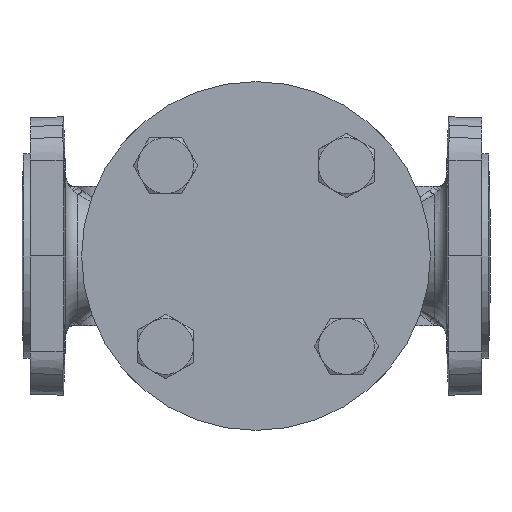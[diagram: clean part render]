
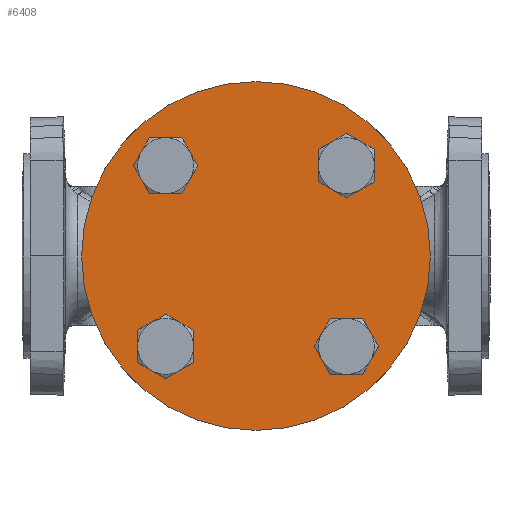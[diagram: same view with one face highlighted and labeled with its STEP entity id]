
A CAD part, front view. The second image highlights one B-rep face of the part: STEP entity #6408.
In plain terms, the highlighted planar face has unit normal (0, -1, 0).
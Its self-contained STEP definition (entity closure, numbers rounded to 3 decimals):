
#6175=CARTESIAN_POINT('',(4.734,-126.595,201.253));
#6176=DIRECTION('',(0.,-1.,0.));
#6177=DIRECTION('',(0.,0.,-1.));
#6178=AXIS2_PLACEMENT_3D('',#6175,#6176,#6177);
#6180=CARTESIAN_POINT('',(4.734,-126.595,201.253));
#6181=DIRECTION('',(0.,-1.,0.));
#6182=DIRECTION('',(0.,0.,1.));
#6183=AXIS2_PLACEMENT_3D('',#6180,#6181,#6182);
#6185=CARTESIAN_POINT('',(-34.156,-126.595,
240.144));
#6186=DIRECTION('',(0.,-1.,0.));
#6187=DIRECTION('',(0.,0.,-1.));
#6188=AXIS2_PLACEMENT_3D('',#6185,#6186,#6187);
#6190=CARTESIAN_POINT('',(-34.156,-126.595,
240.144));
#6191=DIRECTION('',(0.,-1.,0.));
#6192=DIRECTION('',(0.,0.,1.));
#6193=AXIS2_PLACEMENT_3D('',#6190,#6191,#6192);
#6195=CARTESIAN_POINT('',(43.625,-126.595,240.144));
#6196=DIRECTION('',(0.,-1.,0.));
#6197=DIRECTION('',(0.,0.,-1.));
#6198=AXIS2_PLACEMENT_3D('',#6195,#6196,#6197);
#6200=CARTESIAN_POINT('',(43.625,-126.595,240.144));
#6201=DIRECTION('',(0.,-1.,0.));
#6202=DIRECTION('',(0.,0.,1.));
#6203=AXIS2_PLACEMENT_3D('',#6200,#6201,#6202);
#6205=CARTESIAN_POINT('',(43.625,-126.595,162.362));
#6206=DIRECTION('',(0.,-1.,0.));
#6207=DIRECTION('',(0.,0.,-1.));
#6208=AXIS2_PLACEMENT_3D('',#6205,#6206,#6207);
#6210=CARTESIAN_POINT('',(43.625,-126.595,162.362));
#6211=DIRECTION('',(0.,-1.,0.));
#6212=DIRECTION('',(0.,0.,1.));
#6213=AXIS2_PLACEMENT_3D('',#6210,#6211,#6212);
#6215=CARTESIAN_POINT('',(-34.156,-126.595,
162.362));
#6216=DIRECTION('',(0.,-1.,0.));
#6217=DIRECTION('',(0.,0.,-1.));
#6218=AXIS2_PLACEMENT_3D('',#6215,#6216,#6217);
#6220=CARTESIAN_POINT('',(-34.156,-126.595,
162.362));
#6221=DIRECTION('',(0.,-1.,0.));
#6222=DIRECTION('',(0.,0.,1.));
#6223=AXIS2_PLACEMENT_3D('',#6220,#6221,#6222);
#6337=CARTESIAN_POINT('',(-34.156,-126.595,
249.144));
#6338=CARTESIAN_POINT('',(-34.156,-126.595,
231.144));
#6339=VERTEX_POINT('',#6337);
#6340=VERTEX_POINT('',#6338);
#6341=CARTESIAN_POINT('',(-34.156,-126.595,
153.362));
#6342=CARTESIAN_POINT('',(-34.156,-126.595,
171.362));
#6343=VERTEX_POINT('',#6341);
#6344=VERTEX_POINT('',#6342);
#6345=CARTESIAN_POINT('',(4.734,-126.595,276.253));
#6346=CARTESIAN_POINT('',(4.734,-126.595,126.253));
#6347=VERTEX_POINT('',#6345);
#6348=VERTEX_POINT('',#6346);
#6357=CARTESIAN_POINT('',(43.625,-126.595,171.362));
#6358=CARTESIAN_POINT('',(43.625,-126.595,153.362));
#6359=VERTEX_POINT('',#6357);
#6360=VERTEX_POINT('',#6358);
#6361=CARTESIAN_POINT('',(43.625,-126.595,249.144));
#6362=CARTESIAN_POINT('',(43.625,-126.595,231.144));
#6363=VERTEX_POINT('',#6361);
#6364=VERTEX_POINT('',#6362);
#6373=CARTESIAN_POINT('',(79.734,-126.595,201.253));
#6374=DIRECTION('',(0.,1.,0.));
#6375=DIRECTION('',(0.,0.,1.));
#6376=AXIS2_PLACEMENT_3D('',#6373,#6374,#6375);
#6377=PLANE('',#6376);
#6379=ORIENTED_EDGE('',*,*,#6378,.F.);
#6381=ORIENTED_EDGE('',*,*,#6380,.F.);
#6382=EDGE_LOOP('',(#6379,#6381));
#6383=FACE_OUTER_BOUND('',#6382,.F.);
#6385=ORIENTED_EDGE('',*,*,#6384,.T.);
#6387=ORIENTED_EDGE('',*,*,#6386,.T.);
#6388=EDGE_LOOP('',(#6385,#6387));
#6389=FACE_BOUND('',#6388,.F.);
#6391=ORIENTED_EDGE('',*,*,#6390,.T.);
#6393=ORIENTED_EDGE('',*,*,#6392,.T.);
#6394=EDGE_LOOP('',(#6391,#6393));
#6395=FACE_BOUND('',#6394,.F.);
#6397=ORIENTED_EDGE('',*,*,#6396,.T.);
#6399=ORIENTED_EDGE('',*,*,#6398,.T.);
#6400=EDGE_LOOP('',(#6397,#6399));
#6401=FACE_BOUND('',#6400,.F.);
#6403=ORIENTED_EDGE('',*,*,#6402,.T.);
#6405=ORIENTED_EDGE('',*,*,#6404,.T.);
#6406=EDGE_LOOP('',(#6403,#6405));
#6407=FACE_BOUND('',#6406,.F.);
#6408=ADVANCED_FACE('',(#6383,#6389,#6395,#6401,#6407),#6377,.F.);
#6179=CIRCLE('',#6178,75.);
#6184=CIRCLE('',#6183,75.);
#6189=CIRCLE('',#6188,9.);
#6194=CIRCLE('',#6193,9.);
#6199=CIRCLE('',#6198,9.);
#6204=CIRCLE('',#6203,9.);
#6209=CIRCLE('',#6208,9.);
#6214=CIRCLE('',#6213,9.);
#6219=CIRCLE('',#6218,9.);
#6224=CIRCLE('',#6223,9.);
#6378=EDGE_CURVE('',#6348,#6347,#6179,.T.);
#6380=EDGE_CURVE('',#6347,#6348,#6184,.T.);
#6384=EDGE_CURVE('',#6340,#6339,#6189,.T.);
#6386=EDGE_CURVE('',#6339,#6340,#6194,.T.);
#6390=EDGE_CURVE('',#6364,#6363,#6199,.T.);
#6392=EDGE_CURVE('',#6363,#6364,#6204,.T.);
#6396=EDGE_CURVE('',#6360,#6359,#6209,.T.);
#6398=EDGE_CURVE('',#6359,#6360,#6214,.T.);
#6402=EDGE_CURVE('',#6343,#6344,#6219,.T.);
#6404=EDGE_CURVE('',#6344,#6343,#6224,.T.);
